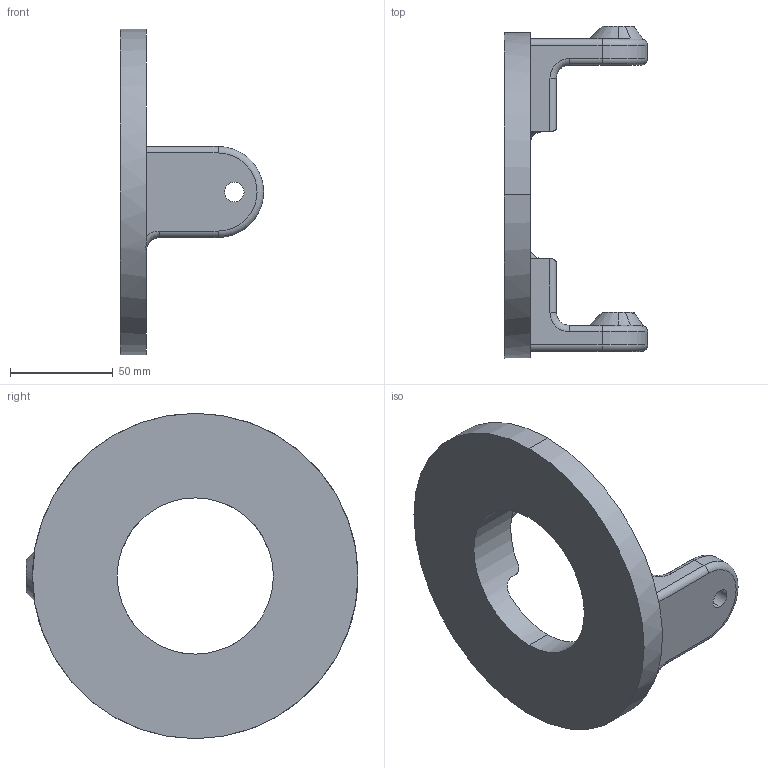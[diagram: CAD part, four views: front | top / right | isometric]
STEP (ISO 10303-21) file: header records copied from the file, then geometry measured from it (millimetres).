
FILE_DESCRIPTION (( 'STEP AP203' ), '1' );
FILE_NAME ('User Library-front wheel independent suspension assembly(partial)_Wheelmount-housing_Default_sldprt.STEP', '2023-07-02T00:56:54', ( '' ), ( '' ), 'SwSTEP 2.0', 'SolidWorks 2022', '' );
FILE_SCHEMA (( 'CONFIG_CONTROL_DESIGN' ));
Length unit declared in the file: inch
Products named in the file (1): User Library-front wheel independent suspension assembly(partial)_Wheelmount-housing_Default_sldprt
Bounding box: 69.85 x 161.93 x 158.75 mm (x, y, z)
Volume: 286145.1 mm3; surface area: 53266 mm2
Topology: 1 solids, 1 shells, 61 faces, 154 edges, 94 vertices
Faces by surface type: cylinder 28, plane 15, torus 10, cone 6, bspline 2
Entity records: 2243 total; most frequent: CARTESIAN_POINT 670, DIRECTION 332, ORIENTED_EDGE 308, EDGE_CURVE 154, AXIS2_PLACEMENT_3D 138, VERTEX_POINT 94, CIRCLE 78, EDGE_LOOP 66
